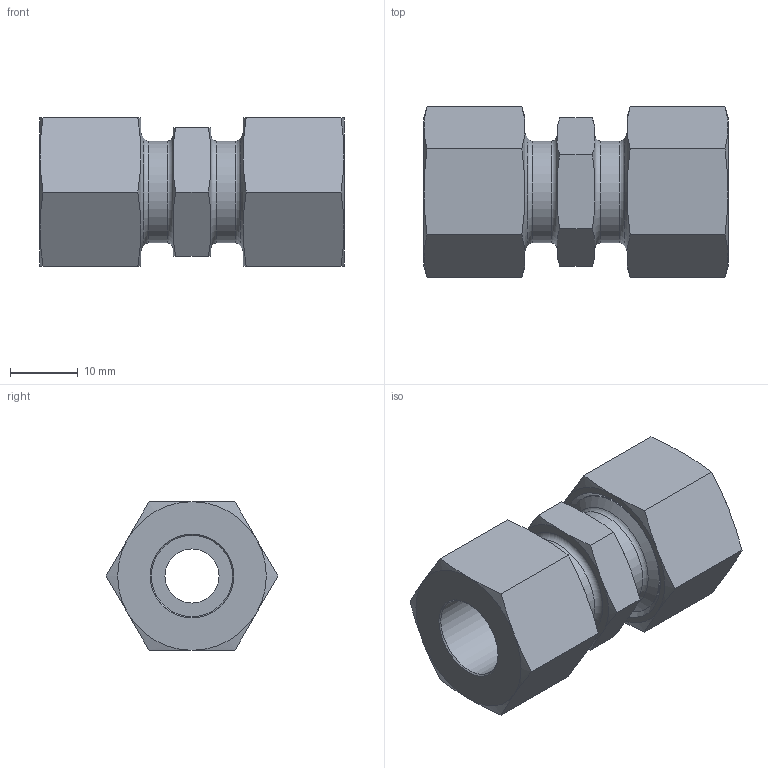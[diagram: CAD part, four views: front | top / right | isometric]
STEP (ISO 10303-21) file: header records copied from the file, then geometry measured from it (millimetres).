
FILE_DESCRIPTION(( 'OX.14.12.00.stp' ), '1');
FILE_NAME( 'OX.14.12.00.stp', '2021-02-25T09:13:53',( 'Sopra'),('sopra-pneumatic.com'), 'SwSTEP 2.0','SolidWorks 2009','' );
FILE_SCHEMA( ( 'CONFIG_CONTROL_DESIGN' ) );
Length unit declared in the file: millimetre
Products named in the file (1): _GV-12L 708.1020.120.20
Bounding box: 45 x 25.4 x 22 mm (x, y, z)
Volume: 11742.4 mm3; surface area: 6032.7 mm2
Topology: 1 solids, 1 shells, 79 faces, 178 edges, 107 vertices
Faces by surface type: cone 42, plane 26, cylinder 7, torus 4
Full cylindrical faces by diameter (mm): 8 x1, 12 x2, 15.086 x2, 18.857 x2
Entity records: 2292 total; most frequent: CARTESIAN_POINT 658, ORIENTED_EDGE 320, DIRECTION 306, EDGE_CURVE 160, AXIS2_PLACEMENT_3D 138, VERTEX_POINT 106, EDGE_LOOP 104, FACE_OUTER_BOUND 90
